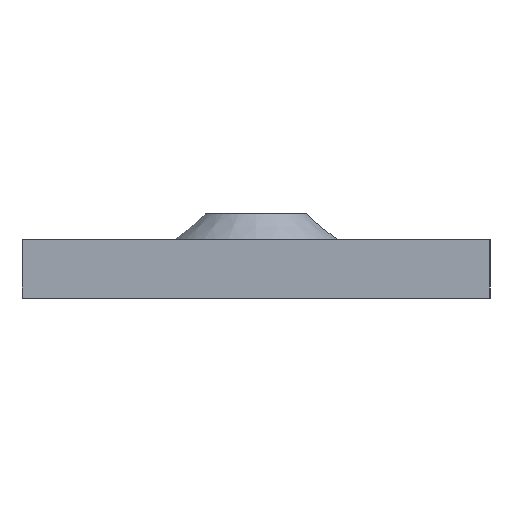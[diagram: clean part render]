
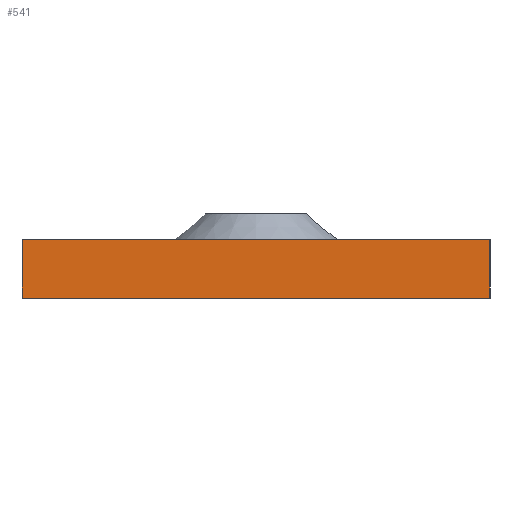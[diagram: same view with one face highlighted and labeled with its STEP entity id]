
A CAD part, left-side view. The second image highlights one B-rep face of the part: STEP entity #541.
In plain terms, the highlighted planar face has unit normal (-1, 0, 0).
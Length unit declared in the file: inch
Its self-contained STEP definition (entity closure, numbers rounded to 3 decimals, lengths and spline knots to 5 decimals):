
#12 = ORIENTED_EDGE ( 'NONE', *, *, #460, .F. ) ;
#47 = EDGE_CURVE ( 'NONE', #82, #213, #178, .T. ) ;
#51 = ORIENTED_EDGE ( 'NONE', *, *, #558, .T. ) ;
#73 = DIRECTION ( 'NONE',  ( 0., 0., -1. ) ) ;
#82 = VERTEX_POINT ( 'NONE', #191 ) ;
#114 = DIRECTION ( 'NONE',  ( 0., -1., 0. ) ) ;
#159 = AXIS2_PLACEMENT_3D ( 'NONE', #379, #180, #73 ) ;
#172 = CARTESIAN_POINT ( 'NONE',  ( -6.0935, -0.75, 0.188 ) ) ;
#177 = LINE ( 'NONE', #567, #608 ) ;
#178 = LINE ( 'NONE', #627, #391 ) ;
#180 = DIRECTION ( 'NONE',  ( 1., 0., 0. ) ) ;
#191 = CARTESIAN_POINT ( 'NONE',  ( -6.0935, -0.75, 0. ) ) ;
#193 = VECTOR ( 'NONE', #114, 39.37008 ) ;
#213 = VERTEX_POINT ( 'NONE', #405 ) ;
#257 = EDGE_LOOP ( 'NONE', ( #51, #12, #362, #480 ) ) ;
#279 = VERTEX_POINT ( 'NONE', #367 ) ;
#284 = FACE_OUTER_BOUND ( 'NONE', #257, .T. ) ;
#327 = DIRECTION ( 'NONE',  ( 0., 0., 1. ) ) ;
#362 = ORIENTED_EDGE ( 'NONE', *, *, #453, .T. ) ;
#367 = CARTESIAN_POINT ( 'NONE',  ( -6.0935, 0.75, 0.188 ) ) ;
#378 = CARTESIAN_POINT ( 'NONE',  ( -6.0935, -0.75, 0.188 ) ) ;
#379 = CARTESIAN_POINT ( 'NONE',  ( -6.0935, 0.75, 0.188 ) ) ;
#391 = VECTOR ( 'NONE', #525, 39.37008 ) ;
#405 = CARTESIAN_POINT ( 'NONE',  ( -6.0935, 0.75, 0. ) ) ;
#422 = VERTEX_POINT ( 'NONE', #378 ) ;
#433 = PLANE ( 'NONE',  #159 ) ;
#453 = EDGE_CURVE ( 'NONE', #279, #213, #177, .T. ) ;
#460 = EDGE_CURVE ( 'NONE', #279, #422, #469, .T. ) ;
#469 = LINE ( 'NONE', #172, #193 ) ;
#480 = ORIENTED_EDGE ( 'NONE', *, *, #47, .F. ) ;
#506 = VECTOR ( 'NONE', #327, 39.37008 ) ;
#519 = LINE ( 'NONE', #626, #506 ) ;
#525 = DIRECTION ( 'NONE',  ( 0., 1., 0. ) ) ;
#541 = ADVANCED_FACE ( 'NONE', ( #284 ), #433, .F. ) ;
#558 = EDGE_CURVE ( 'NONE', #82, #422, #519, .T. ) ;
#562 = DIRECTION ( 'NONE',  ( 0., 0., -1. ) ) ;
#567 = CARTESIAN_POINT ( 'NONE',  ( -6.0935, 0.75, 0.188 ) ) ;
#608 = VECTOR ( 'NONE', #562, 39.37008 ) ;
#626 = CARTESIAN_POINT ( 'NONE',  ( -6.0935, -0.75, 0.188 ) ) ;
#627 = CARTESIAN_POINT ( 'NONE',  ( -6.0935, 0.75, 0. ) ) ;
